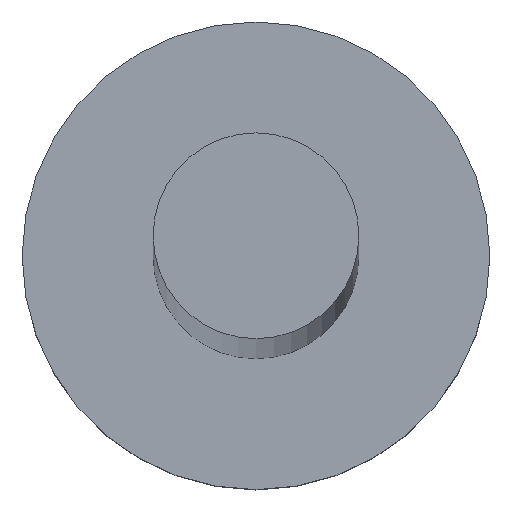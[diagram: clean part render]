
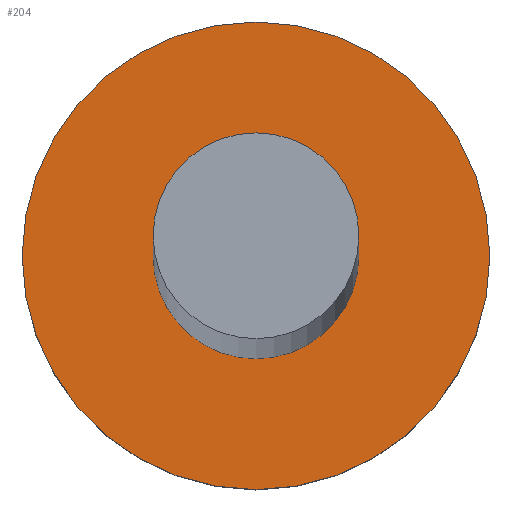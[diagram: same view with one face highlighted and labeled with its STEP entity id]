
A CAD part, top view. The second image highlights one B-rep face of the part: STEP entity #204.
In plain terms, the highlighted planar face has unit normal (0, 0, 1).
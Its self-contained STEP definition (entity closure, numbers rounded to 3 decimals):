
#14 = CARTESIAN_POINT ( 'NONE',  ( 0., 0., 2. ) ) ;
#15 = DIRECTION ( 'NONE',  ( 1., 0., 0. ) ) ;
#29 = VERTEX_POINT ( 'NONE', #143 ) ;
#36 = PLANE ( 'NONE',  #233 ) ;
#38 = CARTESIAN_POINT ( 'NONE',  ( 0., 0., 2. ) ) ;
#51 = CARTESIAN_POINT ( 'NONE',  ( -2.5, 0., 2. ) ) ;
#54 = AXIS2_PLACEMENT_3D ( 'NONE', #181, #232, #63 ) ;
#63 = DIRECTION ( 'NONE',  ( 1., 0., 0. ) ) ;
#65 = CIRCLE ( 'NONE', #98, 1.1 ) ;
#69 = ORIENTED_EDGE ( 'NONE', *, *, #174, .F. ) ;
#71 = FACE_OUTER_BOUND ( 'NONE', #155, .T. ) ;
#73 = CIRCLE ( 'NONE', #176, 2.5 ) ;
#84 = AXIS2_PLACEMENT_3D ( 'NONE', #38, #245, #210 ) ;
#98 = AXIS2_PLACEMENT_3D ( 'NONE', #189, #128, #208 ) ;
#116 = EDGE_LOOP ( 'NONE', ( #148, #69 ) ) ;
#122 = EDGE_CURVE ( 'NONE', #172, #157, #230, .T. ) ;
#125 = DIRECTION ( 'NONE',  ( 0., 0., 1. ) ) ;
#128 = DIRECTION ( 'NONE',  ( 0., 0., 1. ) ) ;
#132 = ORIENTED_EDGE ( 'NONE', *, *, #249, .T. ) ;
#141 = CARTESIAN_POINT ( 'NONE',  ( 0., 0., 2. ) ) ;
#143 = CARTESIAN_POINT ( 'NONE',  ( -1.1, 0., 2. ) ) ;
#148 = ORIENTED_EDGE ( 'NONE', *, *, #212, .F. ) ;
#155 = EDGE_LOOP ( 'NONE', ( #132, #254 ) ) ;
#157 = VERTEX_POINT ( 'NONE', #51 ) ;
#166 = FACE_BOUND ( 'NONE', #116, .T. ) ;
#167 = DIRECTION ( 'NONE',  ( 1., 0., 0. ) ) ;
#172 = VERTEX_POINT ( 'NONE', #242 ) ;
#174 = EDGE_CURVE ( 'NONE', #196, #29, #65, .T. ) ;
#176 = AXIS2_PLACEMENT_3D ( 'NONE', #141, #187, #15 ) ;
#181 = CARTESIAN_POINT ( 'NONE',  ( 0., 0., 2. ) ) ;
#187 = DIRECTION ( 'NONE',  ( 0., 0., 1. ) ) ;
#189 = CARTESIAN_POINT ( 'NONE',  ( 0., 0., 2. ) ) ;
#193 = CIRCLE ( 'NONE', #84, 1.1 ) ;
#196 = VERTEX_POINT ( 'NONE', #247 ) ;
#204 = ADVANCED_FACE ( 'NONE', ( #166, #71 ), #36, .T. ) ;
#208 = DIRECTION ( 'NONE',  ( 1., 0., 0. ) ) ;
#210 = DIRECTION ( 'NONE',  ( 1., 0., 0. ) ) ;
#212 = EDGE_CURVE ( 'NONE', #29, #196, #193, .T. ) ;
#230 = CIRCLE ( 'NONE', #54, 2.5 ) ;
#232 = DIRECTION ( 'NONE',  ( 0., 0., 1. ) ) ;
#233 = AXIS2_PLACEMENT_3D ( 'NONE', #14, #125, #167 ) ;
#242 = CARTESIAN_POINT ( 'NONE',  ( 2.5, 0., 2. ) ) ;
#245 = DIRECTION ( 'NONE',  ( 0., 0., 1. ) ) ;
#247 = CARTESIAN_POINT ( 'NONE',  ( 1.1, 0., 2. ) ) ;
#249 = EDGE_CURVE ( 'NONE', #157, #172, #73, .T. ) ;
#254 = ORIENTED_EDGE ( 'NONE', *, *, #122, .T. ) ;
